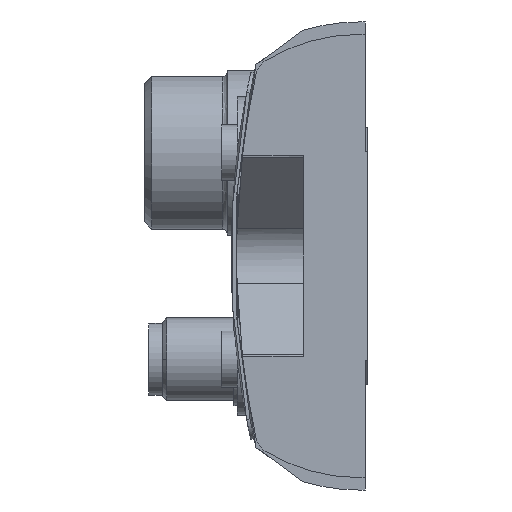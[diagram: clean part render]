
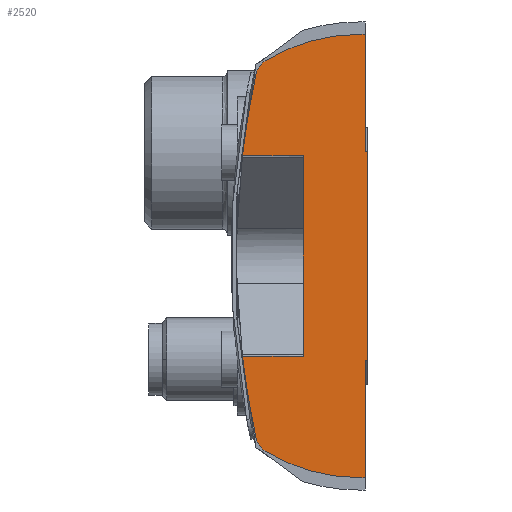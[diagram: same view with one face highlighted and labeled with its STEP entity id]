
A CAD part, left-side view. The second image highlights one B-rep face of the part: STEP entity #2520.
In plain terms, the highlighted planar face has unit normal (-1, 0, 0).
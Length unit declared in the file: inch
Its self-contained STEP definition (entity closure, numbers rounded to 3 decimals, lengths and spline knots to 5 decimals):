
#21 = EDGE_CURVE ( 'NONE', #16986, #1210, #16341, .T. ) ;
#55 = CARTESIAN_POINT ( 'NONE',  ( 0., 0.01181, 0.60039 ) ) ;
#394 = VERTEX_POINT ( 'NONE', #1572 ) ;
#822 = DIRECTION ( 'NONE',  ( 1., 0., 0. ) ) ;
#1210 = VERTEX_POINT ( 'NONE', #3634 ) ;
#1257 = VERTEX_POINT ( 'NONE', #13366 ) ;
#1273 = VECTOR ( 'NONE', #13495, 39.37008 ) ;
#1390 = ORIENTED_EDGE ( 'NONE', *, *, #3360, .F. ) ;
#1572 = CARTESIAN_POINT ( 'NONE',  ( 0., 0.58465, 1.11566 ) ) ;
#1970 = CARTESIAN_POINT ( 'NONE',  ( 0., 0.01181, 1.26772 ) ) ;
#2228 = DIRECTION ( 'NONE',  ( 1., 0., 0. ) ) ;
#2308 = CARTESIAN_POINT ( 'NONE',  ( 0., 0.01181, 1.26772 ) ) ;
#2427 = CIRCLE ( 'NONE', #12165, 1.01181 ) ;
#2520 = ADVANCED_FACE ( 'NONE', ( #7900 ), #12117, .F. ) ;
#3105 = ORIENTED_EDGE ( 'NONE', *, *, #18793, .F. ) ;
#3360 = EDGE_CURVE ( 'NONE', #394, #6743, #13653, .T. ) ;
#3479 = DIRECTION ( 'NONE',  ( 0., 0., 1. ) ) ;
#3585 = CARTESIAN_POINT ( 'NONE',  ( 0., 0.05118, 0.60039 ) ) ;
#3634 = CARTESIAN_POINT ( 'NONE',  ( 0., 0.7149, -0.57259 ) ) ;
#4138 = DIRECTION ( 'NONE',  ( 0., 1., 0. ) ) ;
#4175 = LINE ( 'NONE', #6226, #15219 ) ;
#4308 = CIRCLE ( 'NONE', #21009, 0.11811 ) ;
#4357 = AXIS2_PLACEMENT_3D ( 'NONE', #14075, #5347, #27274 ) ;
#5003 = CARTESIAN_POINT ( 'NONE',  ( 0., 0.63787, -1.04004 ) ) ;
#5105 = VERTEX_POINT ( 'NONE', #1970 ) ;
#5347 = DIRECTION ( 'NONE',  ( 1., 0., 0. ) ) ;
#5648 = VERTEX_POINT ( 'NONE', #7402 ) ;
#5664 = VERTEX_POINT ( 'NONE', #14088 ) ;
#5910 = VECTOR ( 'NONE', #27991, 39.37008 ) ;
#6226 = CARTESIAN_POINT ( 'NONE',  ( 0., 0., 0.25591 ) ) ;
#6363 = VECTOR ( 'NONE', #17844, 39.37008 ) ;
#6657 = VECTOR ( 'NONE', #17863, 39.37008 ) ;
#6743 = VERTEX_POINT ( 'NONE', #10230 ) ;
#6804 = LINE ( 'NONE', #13069, #1273 ) ;
#7126 = DIRECTION ( 'NONE',  ( 0., 1., 0. ) ) ;
#7382 = EDGE_CURVE ( 'NONE', #5648, #1257, #2427, .T. ) ;
#7402 = CARTESIAN_POINT ( 'NONE',  ( 0., 0.05118, -1.26772 ) ) ;
#7628 = EDGE_CURVE ( 'NONE', #16221, #27356, #11122, .T. ) ;
#7900 = FACE_OUTER_BOUND ( 'NONE', #26231, .T. ) ;
#8283 = CARTESIAN_POINT ( 'NONE',  ( 0., -4.21654, 0. ) ) ;
#8313 = DIRECTION ( 'NONE',  ( 0., 1., 0. ) ) ;
#9008 = CARTESIAN_POINT ( 'NONE',  ( 0., 0.36614, 0.25591 ) ) ;
#9152 = CARTESIAN_POINT ( 'NONE',  ( 0., 0.63787, 1.04004 ) ) ;
#9475 = CARTESIAN_POINT ( 'NONE',  ( 0., 0.01181, -1.26772 ) ) ;
#9727 = EDGE_CURVE ( 'NONE', #27899, #5648, #19423, .T. ) ;
#10230 = CARTESIAN_POINT ( 'NONE',  ( 0., 0.05118, 1.26772 ) ) ;
#10879 = DIRECTION ( 'NONE',  ( 0., 0., -1. ) ) ;
#11122 = LINE ( 'NONE', #24463, #13568 ) ;
#11183 = LINE ( 'NONE', #9008, #6657 ) ;
#11244 = AXIS2_PLACEMENT_3D ( 'NONE', #8283, #25708, #12650 ) ;
#11254 = CARTESIAN_POINT ( 'NONE',  ( 0., 0.05118, -0.57259 ) ) ;
#11712 = DIRECTION ( 'NONE',  ( 1., 0., 0. ) ) ;
#12112 = VECTOR ( 'NONE', #8313, 39.37008 ) ;
#12117 = PLANE ( 'NONE',  #20170 ) ;
#12165 = AXIS2_PLACEMENT_3D ( 'NONE', #27538, #822, #27244 ) ;
#12329 = CARTESIAN_POINT ( 'NONE',  ( 0., 0.05118, -1.26772 ) ) ;
#12470 = DIRECTION ( 'NONE',  ( 0., -1., 0. ) ) ;
#12650 = DIRECTION ( 'NONE',  ( 0., 0., 1. ) ) ;
#12886 = AXIS2_PLACEMENT_3D ( 'NONE', #21765, #23667, #3479 ) ;
#12931 = EDGE_CURVE ( 'NONE', #28307, #394, #4308, .T. ) ;
#13002 = EDGE_CURVE ( 'NONE', #5105, #6743, #13532, .T. ) ;
#13069 = CARTESIAN_POINT ( 'NONE',  ( 0., 0.01181, 1.26772 ) ) ;
#13273 = ORIENTED_EDGE ( 'NONE', *, *, #21984, .F. ) ;
#13366 = CARTESIAN_POINT ( 'NONE',  ( 0., 0.58465, -1.11566 ) ) ;
#13495 = DIRECTION ( 'NONE',  ( 0., 0., 1. ) ) ;
#13532 = LINE ( 'NONE', #22380, #19616 ) ;
#13568 = VECTOR ( 'NONE', #4138, 39.37008 ) ;
#13653 = CIRCLE ( 'NONE', #4357, 1.01181 ) ;
#13938 = VERTEX_POINT ( 'NONE', #55 ) ;
#13956 = VERTEX_POINT ( 'NONE', #24590 ) ;
#14075 = CARTESIAN_POINT ( 'NONE',  ( 0., 0.05118, 0.25591 ) ) ;
#14088 = CARTESIAN_POINT ( 'NONE',  ( 0., 0.01181, -0.60039 ) ) ;
#14723 = DIRECTION ( 'NONE',  ( 0., 0., -1. ) ) ;
#15173 = ORIENTED_EDGE ( 'NONE', *, *, #18154, .T. ) ;
#15219 = VECTOR ( 'NONE', #10879, 39.37008 ) ;
#15402 = ORIENTED_EDGE ( 'NONE', *, *, #26753, .F. ) ;
#15511 = ORIENTED_EDGE ( 'NONE', *, *, #27198, .F. ) ;
#15580 = ORIENTED_EDGE ( 'NONE', *, *, #7628, .F. ) ;
#15729 = ORIENTED_EDGE ( 'NONE', *, *, #7382, .F. ) ;
#16221 = VERTEX_POINT ( 'NONE', #22405 ) ;
#16341 = CIRCLE ( 'NONE', #11244, 4.96457 ) ;
#16484 = ORIENTED_EDGE ( 'NONE', *, *, #21, .F. ) ;
#16986 = VERTEX_POINT ( 'NONE', #5003 ) ;
#17055 = ORIENTED_EDGE ( 'NONE', *, *, #12931, .F. ) ;
#17660 = ORIENTED_EDGE ( 'NONE', *, *, #23601, .F. ) ;
#17738 = LINE ( 'NONE', #28191, #12112 ) ;
#17844 = DIRECTION ( 'NONE',  ( 0., 0., 1. ) ) ;
#17863 = DIRECTION ( 'NONE',  ( 0., 0., 1. ) ) ;
#18154 = EDGE_CURVE ( 'NONE', #13938, #5105, #22621, .T. ) ;
#18793 = EDGE_CURVE ( 'NONE', #21971, #5664, #17738, .T. ) ;
#19064 = ORIENTED_EDGE ( 'NONE', *, *, #13002, .T. ) ;
#19423 = LINE ( 'NONE', #12329, #5910 ) ;
#19616 = VECTOR ( 'NONE', #7126, 39.37008 ) ;
#20170 = AXIS2_PLACEMENT_3D ( 'NONE', #23146, #27490, #14723 ) ;
#20362 = ORIENTED_EDGE ( 'NONE', *, *, #22023, .T. ) ;
#20496 = EDGE_CURVE ( 'NONE', #13938, #13956, #25517, .T. ) ;
#20555 = DIRECTION ( 'NONE',  ( 0., 0., 1. ) ) ;
#21009 = AXIS2_PLACEMENT_3D ( 'NONE', #27080, #11712, #20555 ) ;
#21380 = CARTESIAN_POINT ( 'NONE',  ( 0., 0.36614, -0.57259 ) ) ;
#21443 = VECTOR ( 'NONE', #12470, 39.37008 ) ;
#21572 = CARTESIAN_POINT ( 'NONE',  ( 0., 0.7149, 0.57259 ) ) ;
#21674 = CIRCLE ( 'NONE', #12886, 4.96457 ) ;
#21705 = LINE ( 'NONE', #11254, #28248 ) ;
#21765 = CARTESIAN_POINT ( 'NONE',  ( 0., -4.21654, 0. ) ) ;
#21971 = VERTEX_POINT ( 'NONE', #28435 ) ;
#21984 = EDGE_CURVE ( 'NONE', #27356, #28307, #21674, .T. ) ;
#22023 = EDGE_CURVE ( 'NONE', #27899, #5664, #6804, .T. ) ;
#22261 = ORIENTED_EDGE ( 'NONE', *, *, #9727, .F. ) ;
#22380 = CARTESIAN_POINT ( 'NONE',  ( 0., 0.05118, 1.26772 ) ) ;
#22405 = CARTESIAN_POINT ( 'NONE',  ( 0., 0.36614, 0.57259 ) ) ;
#22621 = LINE ( 'NONE', #2308, #6363 ) ;
#22669 = VERTEX_POINT ( 'NONE', #21380 ) ;
#23146 = CARTESIAN_POINT ( 'NONE',  ( 0., 0.05118, 0.25591 ) ) ;
#23601 = EDGE_CURVE ( 'NONE', #1210, #22669, #21705, .T. ) ;
#23667 = DIRECTION ( 'NONE',  ( 1., 0., 0. ) ) ;
#24453 = DIRECTION ( 'NONE',  ( 0., -1., 0. ) ) ;
#24463 = CARTESIAN_POINT ( 'NONE',  ( 0., 0.05118, 0.57259 ) ) ;
#24590 = CARTESIAN_POINT ( 'NONE',  ( 0., 0., 0.60039 ) ) ;
#24615 = ORIENTED_EDGE ( 'NONE', *, *, #20496, .F. ) ;
#25517 = LINE ( 'NONE', #3585, #21443 ) ;
#25708 = DIRECTION ( 'NONE',  ( 1., 0., 0. ) ) ;
#25951 = EDGE_CURVE ( 'NONE', #13956, #21971, #4175, .T. ) ;
#26231 = EDGE_LOOP ( 'NONE', ( #16484, #15402, #15729, #22261, #20362, #3105, #28268, #24615, #15173, #19064, #1390, #17055, #13273, #15580, #15511, #17660 ) ) ;
#26742 = CARTESIAN_POINT ( 'NONE',  ( 0., 0.52238, -1.0153 ) ) ;
#26753 = EDGE_CURVE ( 'NONE', #1257, #16986, #28238, .T. ) ;
#27080 = CARTESIAN_POINT ( 'NONE',  ( 0., 0.52238, 1.0153 ) ) ;
#27198 = EDGE_CURVE ( 'NONE', #22669, #16221, #11183, .T. ) ;
#27244 = DIRECTION ( 'NONE',  ( 0., 0., 1. ) ) ;
#27274 = DIRECTION ( 'NONE',  ( 0., 0., 1. ) ) ;
#27356 = VERTEX_POINT ( 'NONE', #21572 ) ;
#27490 = DIRECTION ( 'NONE',  ( 1., 0., 0. ) ) ;
#27538 = CARTESIAN_POINT ( 'NONE',  ( 0., 0.05118, -0.25591 ) ) ;
#27899 = VERTEX_POINT ( 'NONE', #9475 ) ;
#27991 = DIRECTION ( 'NONE',  ( 0., 1., 0. ) ) ;
#28191 = CARTESIAN_POINT ( 'NONE',  ( 0., 0.05118, -0.60039 ) ) ;
#28238 = CIRCLE ( 'NONE', #28686, 0.11811 ) ;
#28248 = VECTOR ( 'NONE', #24453, 39.37008 ) ;
#28268 = ORIENTED_EDGE ( 'NONE', *, *, #25951, .F. ) ;
#28307 = VERTEX_POINT ( 'NONE', #9152 ) ;
#28435 = CARTESIAN_POINT ( 'NONE',  ( 0., 0., -0.60039 ) ) ;
#28632 = DIRECTION ( 'NONE',  ( 0., 0., 1. ) ) ;
#28686 = AXIS2_PLACEMENT_3D ( 'NONE', #26742, #2228, #28632 ) ;
